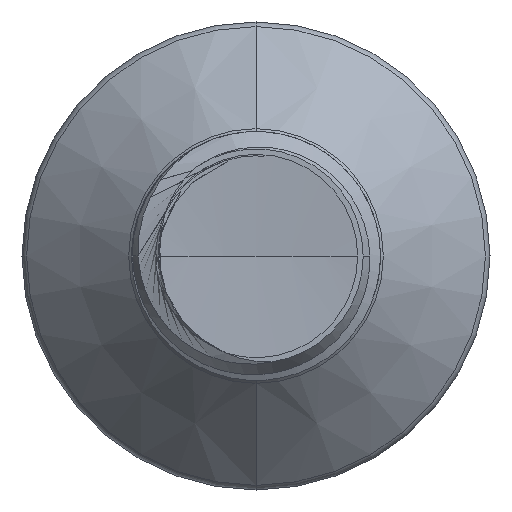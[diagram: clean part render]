
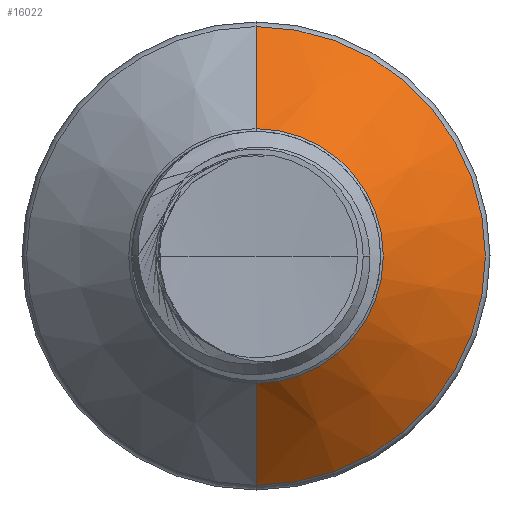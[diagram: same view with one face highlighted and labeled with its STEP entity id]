
A CAD part, front view. The second image highlights one B-rep face of the part: STEP entity #16022.
In plain terms, the highlighted conical face has half-angle 45 degrees and reference radius 1.278 mm.
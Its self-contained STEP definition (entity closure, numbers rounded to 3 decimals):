
#1328 = VERTEX_POINT ( 'NONE', #7515 ) ;
#1713 = ORIENTED_EDGE ( 'NONE', *, *, #35366, .T. ) ;
#2875 = EDGE_CURVE ( 'NONE', #19105, #1328, #21572, .T. ) ;
#6718 = DIRECTION ( 'NONE',  ( 0., 0., 1. ) ) ;
#7006 = ORIENTED_EDGE ( 'NONE', *, *, #12760, .F. ) ;
#7099 = DIRECTION ( 'NONE',  ( 0., 1., 0. ) ) ;
#7515 = CARTESIAN_POINT ( 'NONE',  ( 0., 11.339, -2.303 ) ) ;
#7792 = EDGE_CURVE ( 'NONE', #15510, #1328, #19393, .T. ) ;
#10020 = DIRECTION ( 'NONE',  ( 0., 0., 1. ) ) ;
#10101 = DIRECTION ( 'NONE',  ( 0., 1., 0. ) ) ;
#10143 = CARTESIAN_POINT ( 'NONE',  ( 0., 11.339, 0. ) ) ;
#10367 = DIRECTION ( 'NONE',  ( 0., 0.707, 0.707 ) ) ;
#10432 = VERTEX_POINT ( 'NONE', #22141 ) ;
#10859 = EDGE_LOOP ( 'NONE', ( #1713, #34174, #28446, #7006 ) ) ;
#12760 = EDGE_CURVE ( 'NONE', #10432, #15510, #21541, .T. ) ;
#14114 = VECTOR ( 'NONE', #10367, 1000. ) ;
#14501 = CARTESIAN_POINT ( 'NONE',  ( 0., 10.314, -1.278 ) ) ;
#14745 = AXIS2_PLACEMENT_3D ( 'NONE', #14984, #33885, #17787 ) ;
#14984 = CARTESIAN_POINT ( 'NONE',  ( 0., 10.314, 0. ) ) ;
#15510 = VERTEX_POINT ( 'NONE', #19945 ) ;
#16022 = ADVANCED_FACE ( 'NONE', ( #16689 ), #22370, .T. ) ;
#16181 = DIRECTION ( 'NONE',  ( 0., 0.707, -0.707 ) ) ;
#16328 = CARTESIAN_POINT ( 'NONE',  ( 0., 10.314, -1.278 ) ) ;
#16689 = FACE_OUTER_BOUND ( 'NONE', #10859, .T. ) ;
#17787 = DIRECTION ( 'NONE',  ( 0., 0., 1. ) ) ;
#18663 = CARTESIAN_POINT ( 'NONE',  ( 0., 10.314, 1.278 ) ) ;
#19105 = VERTEX_POINT ( 'NONE', #14501 ) ;
#19393 = CIRCLE ( 'NONE', #25312, 2.303 ) ;
#19945 = CARTESIAN_POINT ( 'NONE',  ( 0., 11.339, 2.303 ) ) ;
#20447 = CIRCLE ( 'NONE', #14745, 1.278 ) ;
#21541 = LINE ( 'NONE', #18663, #14114 ) ;
#21572 = LINE ( 'NONE', #16328, #27915 ) ;
#22141 = CARTESIAN_POINT ( 'NONE',  ( 0., 10.314, 1.278 ) ) ;
#22370 = CONICAL_SURFACE ( 'NONE', #22989, 1.278, 0.785 ) ;
#22989 = AXIS2_PLACEMENT_3D ( 'NONE', #28846, #7099, #6718 ) ;
#25312 = AXIS2_PLACEMENT_3D ( 'NONE', #10143, #10101, #10020 ) ;
#27915 = VECTOR ( 'NONE', #16181, 1000. ) ;
#28446 = ORIENTED_EDGE ( 'NONE', *, *, #7792, .F. ) ;
#28846 = CARTESIAN_POINT ( 'NONE',  ( 0., 10.314, 0. ) ) ;
#33885 = DIRECTION ( 'NONE',  ( 0., 1., 0. ) ) ;
#34174 = ORIENTED_EDGE ( 'NONE', *, *, #2875, .T. ) ;
#35366 = EDGE_CURVE ( 'NONE', #10432, #19105, #20447, .T. ) ;
